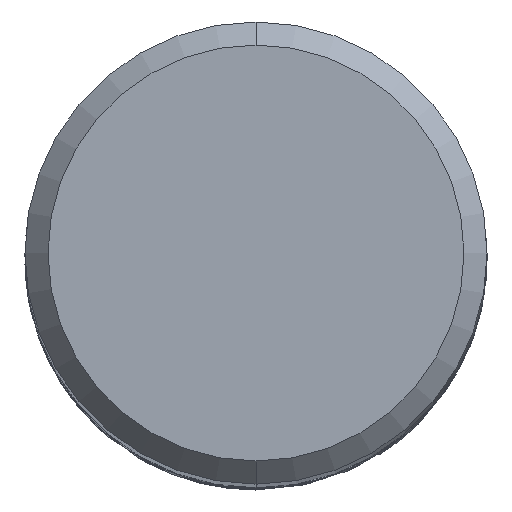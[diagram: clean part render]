
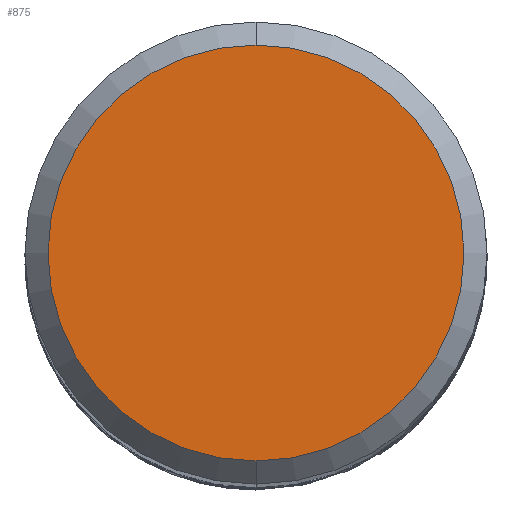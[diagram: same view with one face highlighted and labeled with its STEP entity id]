
A CAD part, top view. The second image highlights one B-rep face of the part: STEP entity #875.
In plain terms, the highlighted planar face has unit normal (0, 0, 1).
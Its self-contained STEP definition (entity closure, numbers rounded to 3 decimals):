
#647=VERTEX_POINT('',#1647);
#673=EDGE_CURVE('',#647,#1035,#1675,.T.);
#875=ADVANCED_FACE('',(#1892),#1893,.T.);
#923=EDGE_CURVE('',#1035,#647,#1945,.T.);
#1035=VERTEX_POINT('',#2068);
#1647=CARTESIAN_POINT('',(0.0,4.5,0.0));
#1675=CIRCLE('',#4435,4.5);
#1892=FACE_OUTER_BOUND('',#6668,.T.);
#1893=PLANE('',#6669);
#1945=CIRCLE('',#8465,4.5);
#2068=CARTESIAN_POINT('',(0.,-4.5,0.0));
#4435=AXIS2_PLACEMENT_3D('',#18399,#18400,#18401);
#6668=EDGE_LOOP('',(#18570,#18571));
#6669=AXIS2_PLACEMENT_3D('',#18572,#18573,#18574);
#8465=AXIS2_PLACEMENT_3D('',#18618,#18619,#18620);
#18399=CARTESIAN_POINT('',(0.0,0.0,0.0));
#18400=DIRECTION('',(0.0,0.0,-1.0));
#18401=DIRECTION('',(0.0,1.0,0.0));
#18570=ORIENTED_EDGE('',*,*,#673,.F.);
#18571=ORIENTED_EDGE('',*,*,#923,.F.);
#18572=CARTESIAN_POINT('',(0.0,2.25,0.0));
#18573=DIRECTION('',(-0.0,0.0,1.0));
#18574=DIRECTION('',(0.0,-1.0,0.0));
#18618=CARTESIAN_POINT('',(0.0,0.0,0.0));
#18619=DIRECTION('',(0.0,0.0,-1.0));
#18620=DIRECTION('',(0.0,1.0,0.0));
